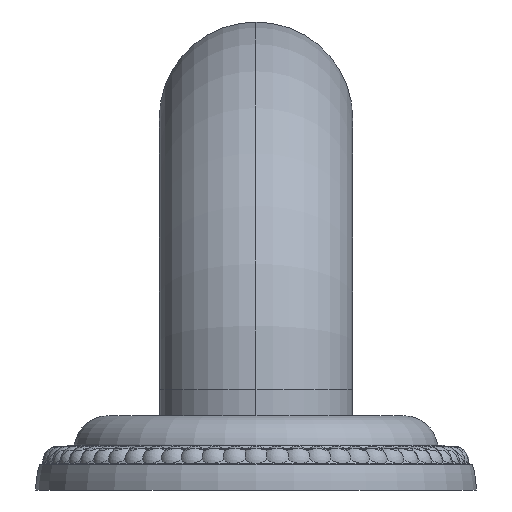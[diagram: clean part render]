
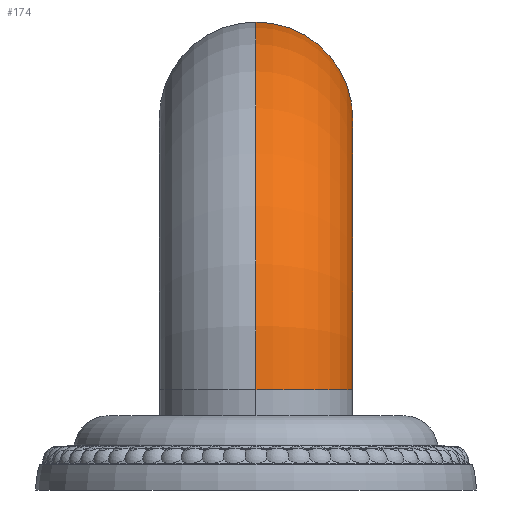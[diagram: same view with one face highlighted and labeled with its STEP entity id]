
A CAD part, left-side view. The second image highlights one B-rep face of the part: STEP entity #174.
In plain terms, the highlighted toroidal (fillet/blend) face has major radius 44.45 mm and minor radius 15.875 mm.
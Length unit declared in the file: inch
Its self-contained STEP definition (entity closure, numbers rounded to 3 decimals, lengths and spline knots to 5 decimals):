
#20=CARTESIAN_POINT('',(-18.,0.,0.188));
#21=DIRECTION('',(0.,0.,1.));
#22=DIRECTION('',(-1.,0.,0.));
#23=AXIS2_PLACEMENT_3D('',#20,#21,#22);
#25=CARTESIAN_POINT('',(-16.25,0.,0.188));
#26=DIRECTION('',(0.,1.,0.));
#27=DIRECTION('',(-1.,0.,0.));
#28=AXIS2_PLACEMENT_3D('',#25,#26,#27);
#35=CARTESIAN_POINT('',(-16.25,0.,0.188));
#36=DIRECTION('',(0.,1.,0.));
#37=DIRECTION('',(-1.,0.,0.));
#38=AXIS2_PLACEMENT_3D('',#35,#36,#37);
#49=CARTESIAN_POINT('',(-16.25,0.,1.938));
#50=DIRECTION('',(1.,0.,0.));
#51=DIRECTION('',(0.,0.,1.));
#52=AXIS2_PLACEMENT_3D('',#49,#50,#51);
#110=CARTESIAN_POINT('',(-17.375,0.,0.188));
#111=CARTESIAN_POINT('',(-18.625,0.,0.188));
#112=VERTEX_POINT('',#110);
#113=VERTEX_POINT('',#111);
#114=CARTESIAN_POINT('',(-16.25,0.,1.313));
#115=CARTESIAN_POINT('',(-16.25,0.,2.563));
#116=VERTEX_POINT('',#114);
#117=VERTEX_POINT('',#115);
#160=CARTESIAN_POINT('',(-16.25,0.,0.188));
#161=DIRECTION('',(0.,1.,0.));
#162=DIRECTION('',(1.,0.,0.));
#163=AXIS2_PLACEMENT_3D('',#160,#161,#162);
#164=TOROIDAL_SURFACE('',#163,1.75,0.625);
#165=ORIENTED_EDGE('',*,*,#154,.F.);
#167=ORIENTED_EDGE('',*,*,#166,.T.);
#169=ORIENTED_EDGE('',*,*,#168,.T.);
#171=ORIENTED_EDGE('',*,*,#170,.F.);
#172=EDGE_LOOP('',(#165,#167,#169,#171));
#173=FACE_OUTER_BOUND('',#172,.F.);
#174=ADVANCED_FACE('',(#173),#164,.T.);
#24=CIRCLE('',#23,0.625);
#29=CIRCLE('',#28,2.375);
#39=CIRCLE('',#38,1.125);
#53=CIRCLE('',#52,0.625);
#154=EDGE_CURVE('',#113,#112,#24,.T.);
#166=EDGE_CURVE('',#113,#117,#29,.T.);
#168=EDGE_CURVE('',#117,#116,#53,.T.);
#170=EDGE_CURVE('',#112,#116,#39,.T.);
